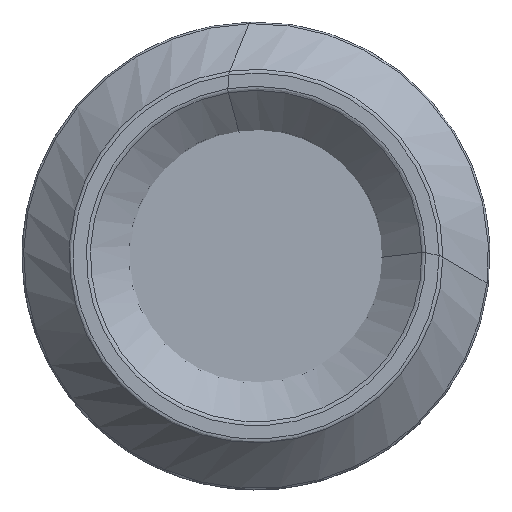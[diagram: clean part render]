
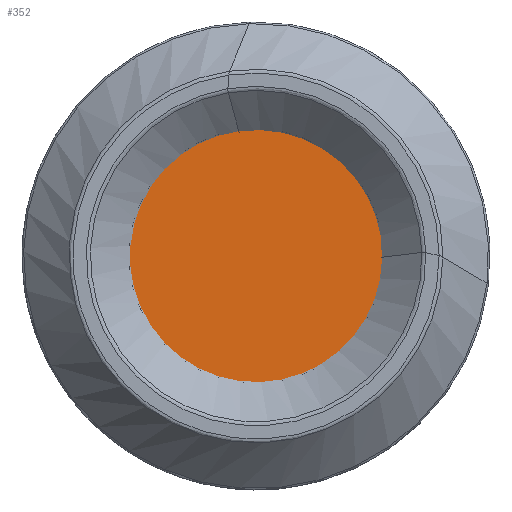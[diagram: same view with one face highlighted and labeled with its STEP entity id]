
A CAD part, left-side view. The second image highlights one B-rep face of the part: STEP entity #352.
In plain terms, the highlighted planar face has unit normal (-1, 0, 0).
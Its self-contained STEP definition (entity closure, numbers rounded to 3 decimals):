
#352=ADVANCED_FACE('',(#397),#390,.F.);
#390=PLANE('',#891);
#397=FACE_OUTER_BOUND('',#461,.T.);
#461=EDGE_LOOP('',(#533));
#533=ORIENTED_EDGE('',*,*,#738,.T.);
#686=VERTEX_POINT('',#1218);
#738=EDGE_CURVE('',#686,#686,#822,.T.);
#822=CIRCLE('',#890,17.263);
#890=AXIS2_PLACEMENT_3D('',#1217,#1015,#1016);
#891=AXIS2_PLACEMENT_3D('',#1219,#1017,#1018);
#1015=DIRECTION('',(-1.,0.,0.));
#1016=DIRECTION('',(0.,0.,1.));
#1017=DIRECTION('',(1.,0.,0.));
#1018=DIRECTION('',(0.,0.,-1.));
#1217=CARTESIAN_POINT('',(5.,0.,0.));
#1218=CARTESIAN_POINT('',(5.,0.,17.263));
#1219=CARTESIAN_POINT('',(5.,10.,0.));
